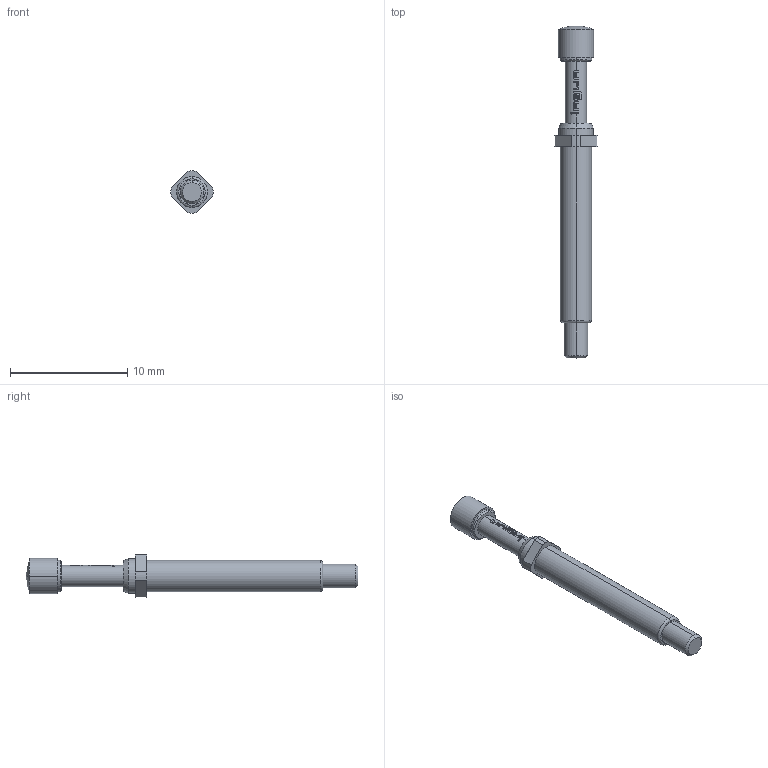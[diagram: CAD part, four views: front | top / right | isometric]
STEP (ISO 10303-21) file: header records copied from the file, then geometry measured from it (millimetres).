
FILE_DESCRIPTION (( 'STEP AP203' ), '1' );
FILE_NAME ('INGUN_HSS-120_305_300_S_xx02_M.STEP', '2022-02-03T12:58:18', ( 'ochi' ), ( '' ), 'SwSTEP 2.0', 'SolidWorks 2018', '' );
FILE_SCHEMA (( 'CONFIG_CONTROL_DESIGN' ));
Length unit declared in the file: millimetre
Products named in the file (1): INGUN_HSS-120_305_300_S_xx02_M
Bounding box: 3.59 x 28.3 x 3.6 mm (x, y, z)
Volume: 140.4 mm3; surface area: 242.2 mm2
Topology: 1 solids, 1 shells, 110 faces, 294 edges, 193 vertices
Faces by surface type: plane 51, cylinder 27, bspline 22, cone 6, sphere 2, torus 2
Entity records: 3809 total; most frequent: CARTESIAN_POINT 1118, ORIENTED_EDGE 588, DIRECTION 490, EDGE_CURVE 294, AXIS2_PLACEMENT_3D 193, VERTEX_POINT 193, EDGE_LOOP 117, FACE_OUTER_BOUND 110
